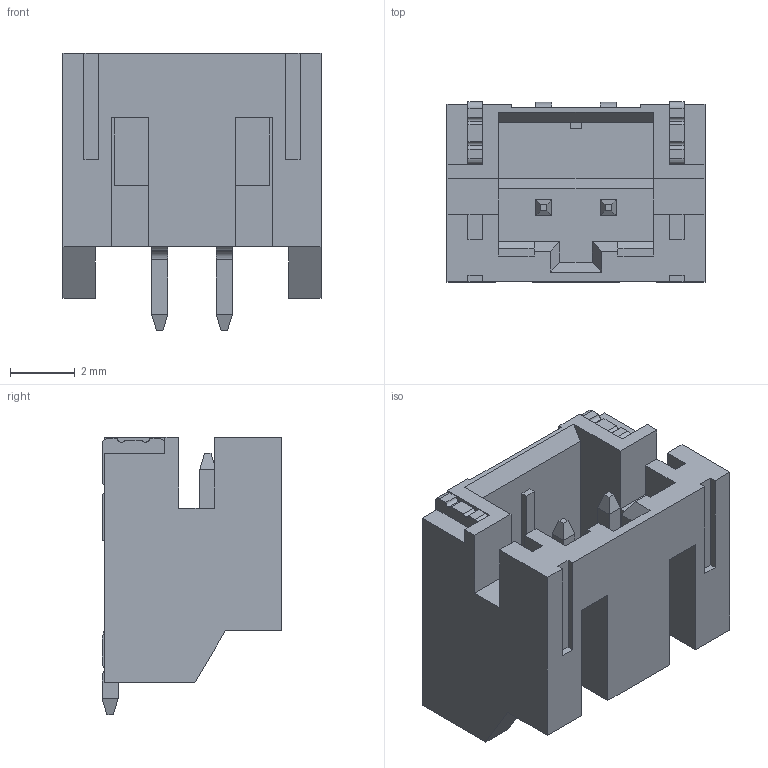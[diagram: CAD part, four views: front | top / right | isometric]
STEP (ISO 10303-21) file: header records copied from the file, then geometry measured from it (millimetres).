
FILE_DESCRIPTION(('STEP AP203'),'1');
FILE_NAME('620102131822.stp','2024-12-12T13:20:57',('TraceParts'),('TraceParts S.A.'),'Spatial InterOp 3D',' ',' ');
FILE_SCHEMA(('CONFIG_CONTROL_DESIGN'));
Length unit declared in the file: millimetre
Products named in the file (1): 1
Bounding box: 8 x 5.58 x 8.6 mm (x, y, z)
Volume: 167.4 mm3; surface area: 498.7 mm2
Topology: 5 solids, 5 shells, 209 faces, 584 edges, 380 vertices
Faces by surface type: plane 177, cylinder 32
Entity records: 6674 total; most frequent: CARTESIAN_POINT 1178, ORIENTED_EDGE 1168, DIRECTION 1076, EDGE_CURVE 584, LINE 520, VECTOR 520, VERTEX_POINT 380, AXIS2_PLACEMENT_3D 278
